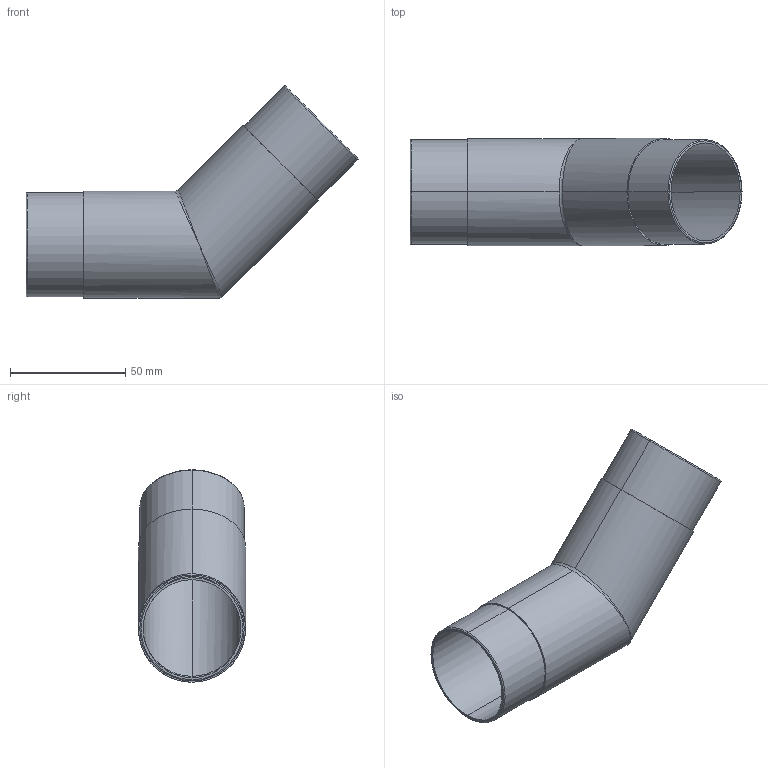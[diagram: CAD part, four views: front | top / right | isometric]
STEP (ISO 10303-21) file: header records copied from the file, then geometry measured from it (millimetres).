
FILE_DESCRIPTION (( 'STEP AP203' ), '1' );
FILE_NAME ('3D_GR1044_42.4x2_188701440.SLDPRT.STEP', '2024-10-08T07:32:15', ( '' ), ( '' ), 'SwSTEP 2.0', 'SolidWorks 2024', '' );
FILE_SCHEMA (( 'CONFIG_CONTROL_DESIGN' ));
Length unit declared in the file: millimetre
Products named in the file (1): 3D_GR1044_42.4x2_188701440.SLDPRT
Bounding box: 143.8 x 46.4 x 92 mm (x, y, z)
Volume: 37514.3 mm3; surface area: 42144.2 mm2
Topology: 1 solids, 1 shells, 24 faces, 60 edges, 32 vertices
Faces by surface type: cylinder 12, torus 4, plane 4, bspline 4
Entity records: 1125 total; most frequent: CARTESIAN_POINT 561, ORIENTED_EDGE 104, DIRECTION 102, EDGE_CURVE 52, AXIS2_PLACEMENT_3D 45, VERTEX_POINT 32, EDGE_LOOP 28, ADVANCED_FACE 24
